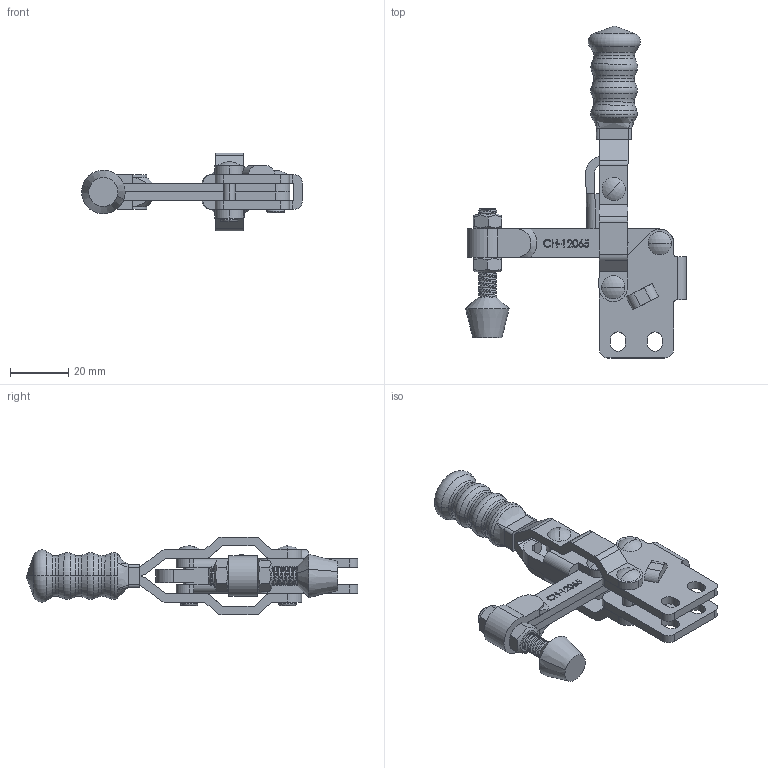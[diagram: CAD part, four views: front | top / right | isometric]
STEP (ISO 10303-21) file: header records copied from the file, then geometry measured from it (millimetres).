
FILE_DESCRIPTION (( 'STEP AP203' ), '1' );
FILE_NAME ('CH-12065.STEP', '2017-11-08T01:13:31', ( 'Windows' ), ( 'Microsoft' ), 'SwSTEP 2.0', 'SolidWorks 2015', '' );
FILE_SCHEMA (( 'CONFIG_CONTROL_DESIGN' ));
Length unit declared in the file: millimetre
Products named in the file (10): CH-12055-01 STRAIGHT BASE; CH-12065; CH-12050-03 STRAIGHT HANDLE; CH-12050-04 CONNECTING-PLATE; CH-12050-05; CH-12050-06; CH-12050-07; CH-FC-14134 Nut; CH-FC-14134 SPINDLE SUPPLIED; CH-12065-02 SOLID BAR_默认<按加工>
Assembly tree (12 placements, depth 2):
  CH-12065
    CH-12055-01 STRAIGHT BASE
    CH-12050-03 STRAIGHT HANDLE
    CH-12050-04 CONNECTING-PLATE
    CH-12050-05
    CH-12050-06  x2
    CH-12050-07  x2
    CH-FC-14134 Nut  x2
    CH-FC-14134 SPINDLE SUPPLIED
    CH-12065-02 SOLID BAR_默认<按加工>
Bounding box: 76 x 114.25 x 26.8 mm (x, y, z)
Volume: 26677.8 mm3; surface area: 23892.9 mm2
Topology: 17 solids, 19 shells, 775 faces, 2055 edges, 1342 vertices
Faces by surface type: plane 288, cylinder 194, bspline 189, cone 50, torus 46, sphere 8
Entity records: 33898 total; most frequent: CARTESIAN_POINT 16155, ORIENTED_EDGE 3832, DIRECTION 2838, EDGE_CURVE 1916, VERTEX_POINT 1260, VECTOR 1022, LINE 1022, AXIS2_PLACEMENT_3D 908
